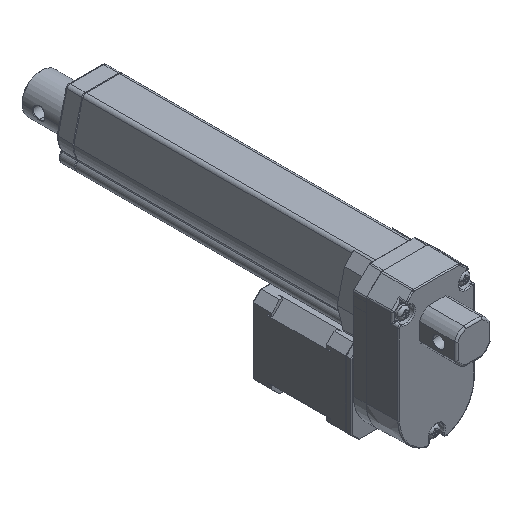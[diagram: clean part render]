
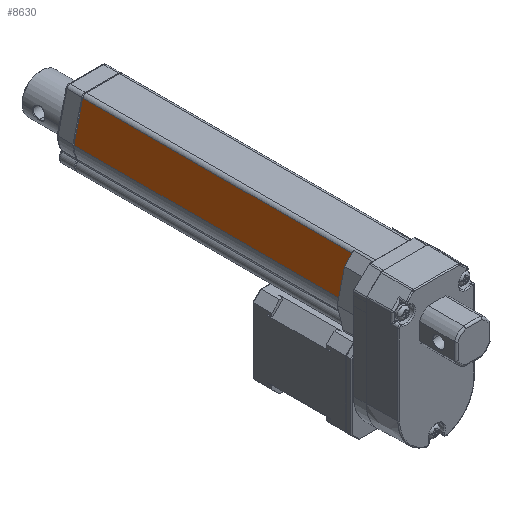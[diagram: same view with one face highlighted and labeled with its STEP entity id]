
A CAD part, isometric view. The second image highlights one B-rep face of the part: STEP entity #8630.
In plain terms, the highlighted planar face has unit normal (-0.972, 0, 0.237).
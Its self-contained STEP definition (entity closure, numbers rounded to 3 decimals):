
#8040=DIRECTION('',(0.237,0.,0.971));
#8041=VECTOR('',#8040,19.272);
#8042=CARTESIAN_POINT('',(-14.902,0.,0.));
#8043=LINE('',#8042,#8041);
#8181=DIRECTION('',(0.,1.,0.));
#8182=VECTOR('',#8181,149.);
#8183=CARTESIAN_POINT('',(-10.333,0.,18.722));
#8184=LINE('',#8183,#8182);
#8185=DIRECTION('',(0.,1.,0.));
#8186=VECTOR('',#8185,149.);
#8187=CARTESIAN_POINT('',(-14.902,0.,0.));
#8188=LINE('',#8187,#8186);
#8211=DIRECTION('',(0.237,0.,0.971));
#8212=VECTOR('',#8211,19.272);
#8213=CARTESIAN_POINT('',(-14.902,149.,0.));
#8214=LINE('',#8213,#8212);
#8311=CARTESIAN_POINT('',(-14.902,0.,0.));
#8312=VERTEX_POINT('',#8311);
#8313=CARTESIAN_POINT('',(-10.333,0.,18.722));
#8314=VERTEX_POINT('',#8313);
#8339=CARTESIAN_POINT('',(-14.902,149.,0.));
#8340=VERTEX_POINT('',#8339);
#8341=CARTESIAN_POINT('',(-10.333,149.,18.722));
#8342=VERTEX_POINT('',#8341);
#8617=CARTESIAN_POINT('',(-14.902,0.,0.));
#8618=DIRECTION('',(-0.971,0.,0.237));
#8619=DIRECTION('',(0.237,0.,0.971));
#8620=AXIS2_PLACEMENT_3D('',#8617,#8618,#8619);
#8621=PLANE('',#8620);
#8622=ORIENTED_EDGE('',*,*,#8382,.F.);
#8624=ORIENTED_EDGE('',*,*,#8623,.T.);
#8626=ORIENTED_EDGE('',*,*,#8625,.T.);
#8627=ORIENTED_EDGE('',*,*,#8609,.F.);
#8628=EDGE_LOOP('',(#8622,#8624,#8626,#8627));
#8629=FACE_OUTER_BOUND('',#8628,.F.);
#8382=EDGE_CURVE('',#8312,#8314,#8043,.T.);
#8609=EDGE_CURVE('',#8314,#8342,#8184,.T.);
#8623=EDGE_CURVE('',#8312,#8340,#8188,.T.);
#8625=EDGE_CURVE('',#8340,#8342,#8214,.T.);
#8630=ADVANCED_FACE('',(#8629),#8621,.T.);
